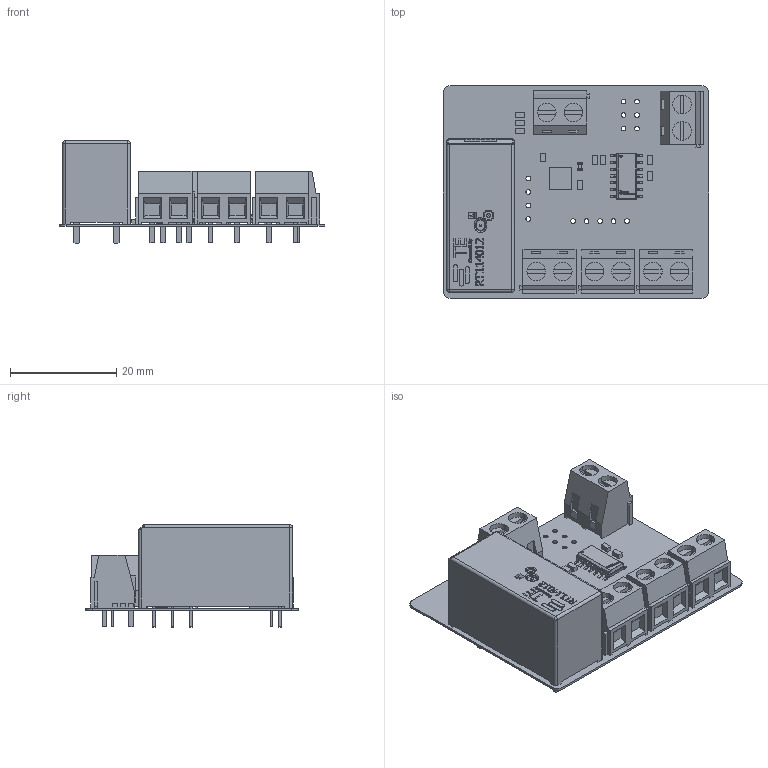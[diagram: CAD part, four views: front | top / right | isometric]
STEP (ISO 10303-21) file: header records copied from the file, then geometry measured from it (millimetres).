
FILE_DESCRIPTION(('Open CASCADE Model'),'2;1');
FILE_NAME('Open CASCADE Shape Model','2021-09-23T14:18:26',('Author'),( 'Open CASCADE'),'Open CASCADE STEP processor 6.8','Open CASCADE 6.8' ,'Unknown');
FILE_SCHEMA(('AUTOMOTIVE_DESIGN { 1 0 10303 214 1 1 1 1 }'));
Products named in the file (1): PCB
Bounding box: 50 x 40 x 19.31 mm (x, y, z)
Volume: 9744.6 mm3; surface area: 9374.1 mm2
Topology: 85 solids, 183 shells, 1792 faces, 5590 edges, 4772 vertices
Faces by surface type: plane 1182, bspline 398, cylinder 183, sphere 27, torus 2
Full cylindrical faces by diameter (mm): 0.4 x1, 0.422 x1, 0.518 x1, 0.9 x15, 1.1 x10, 1.3 x5, 1.63 x1
Entity records: 69651 total; most frequent: CARTESIAN_POINT 18622, ORIENTED_EDGE 9256, DIRECTION 7276, EDGE_CURVE 4880, LINE 3500, VECTOR 3500, VERTEX_POINT 3392, FACE_BOUND 1902
